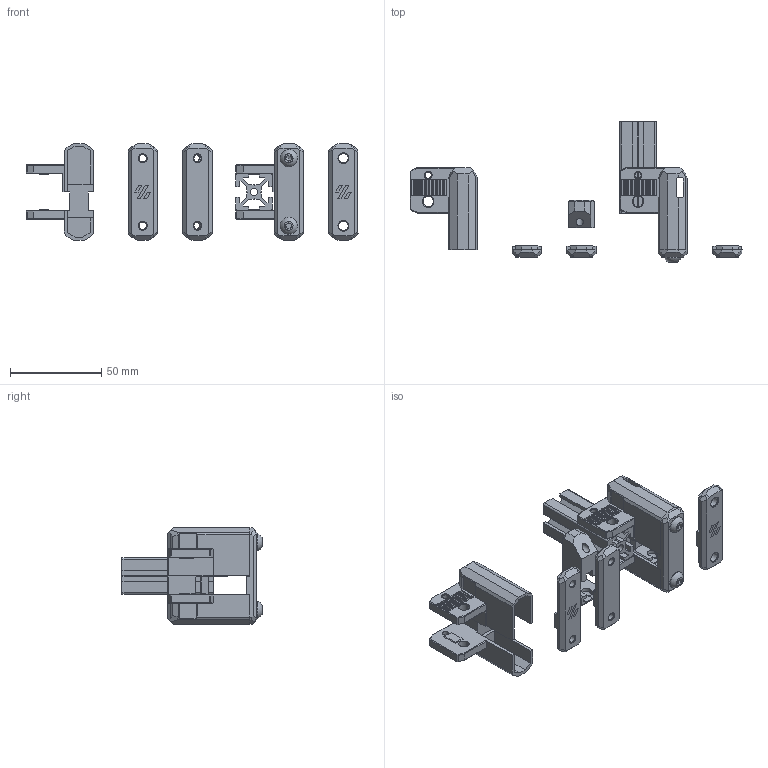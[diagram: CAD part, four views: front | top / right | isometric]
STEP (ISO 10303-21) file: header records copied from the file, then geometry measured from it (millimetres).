
FILE_DESCRIPTION(/* description */ (''),/* implementation_level */ '2;1');
FILE_NAME(/* name */ 'BFI Symetric.step',/* time_stamp */ '2023-10-26T15:18:29+02:00',/* author */ (''),/* organization */ (''),/* preprocessor_version */ 'ST-DEVELOPER v20',/* originating_system */ 'Autodesk Translation Framework v12.14.0.127',/* authorisation */ '');
FILE_SCHEMA (('AUTOMOTIVE_DESIGN { 1 0 10303 214 3 1 1 }'));
Length unit declared in the file: millimetre
Products named in the file (18): BFI Symetric; BFI_Front_M5_symetrical_x2; BHCS_M5_30mm (1); BHCS_M5_30mm; BFI_Carrier_M5_symetrical_x2; BFI-V2.4_Housing_symetrical_x2; Extrusion_Profile; BFI_Front_with_logo_M3_symetrical_x2; BFI_Carrier_M3_symetrical_x2; Voron_Logo; Logo1; Logo3; BFI_Front_with_logo_M3_symetrical_x2 (1); Voron_logo_1; Component14; Component15; BFI_Front_with_logo_M5_symetrical_x2; BFI-VT_Housing_symetrical_x2
Assembly tree (17 placements, depth 4):
  BFI Symetric
    BFI_Front_M5_symetrical_x2
      BHCS_M5_30mm (1)
      BHCS_M5_30mm
    BFI_Carrier_M5_symetrical_x2
    BFI-V2.4_Housing_symetrical_x2
    Extrusion_Profile
    BFI_Front_with_logo_M3_symetrical_x2
    BFI_Carrier_M3_symetrical_x2
    Voron_Logo
      Logo1
      Logo3
    BFI_Front_with_logo_M3_symetrical_x2 (1)
    Voron_logo_1
      Component14
        Component15
    BFI_Front_with_logo_M5_symetrical_x2
    BFI-VT_Housing_symetrical_x2
Bounding box: 182 x 76.75 x 53 mm (x, y, z)
Volume: 78753.4 mm3; surface area: 51440.4 mm2
Topology: 20 solids, 23 shells, 1268 faces, 3295 edges, 2103 vertices
Faces by surface type: plane 990, cylinder 246, cone 24, bspline 6, sphere 2
Full cylindrical faces by diameter (mm): 3.4 x4, 4 x6, 4.2 x1, 4.7 x2, 5 x2, 5.2 x6, 9.5 x2
Entity records: 39209 total; most frequent: CARTESIAN_POINT 7248, ORIENTED_EDGE 6590, DIRECTION 6399, EDGE_CURVE 3295, LINE 2715, VECTOR 2715, VERTEX_POINT 2103, AXIS2_PLACEMENT_3D 1842
